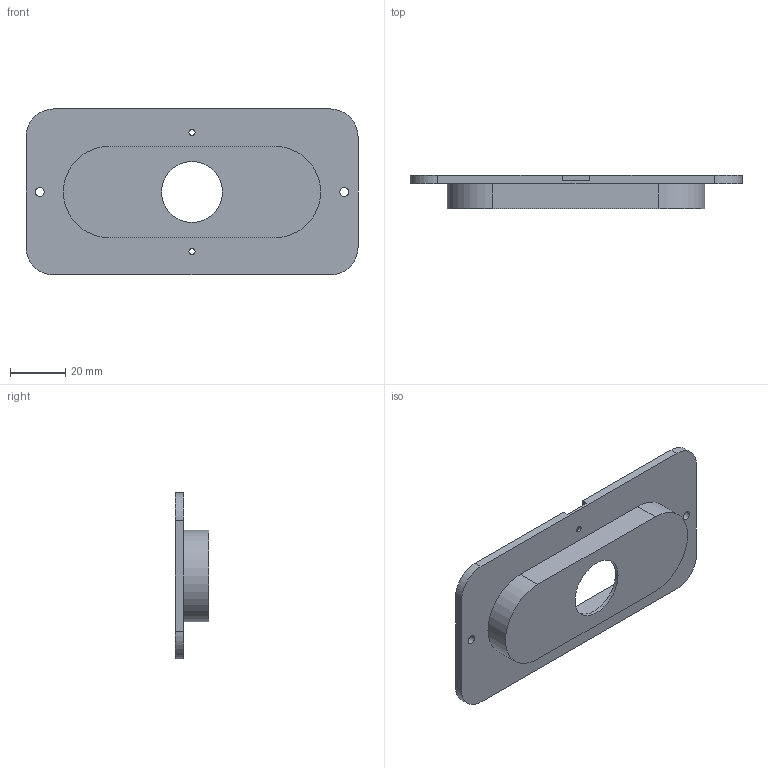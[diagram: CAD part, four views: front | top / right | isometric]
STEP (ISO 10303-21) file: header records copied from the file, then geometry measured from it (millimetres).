
FILE_DESCRIPTION((''),'2;1');
FILE_NAME('CHAMBER_INSERT','2018-08-13T09:29:10',('xpb10145'),(''),'CREO PARAMETRIC BY PTC INC, 2017260','CREO PARAMETRIC BY PTC INC, 2017260','');
FILE_SCHEMA(('CONFIG_CONTROL_DESIGN'));
Length unit declared in the file: millimetre
Products named in the file (1): CHAMBER_INSERT
Bounding box: 120 x 12 x 60 mm (x, y, z)
Volume: 19401.9 mm3; surface area: 18988.2 mm2
Topology: 1 solids, 1 shells, 41 faces, 108 edges, 72 vertices
Faces by surface type: plane 21, cylinder 20
Entity records: 1340 total; most frequent: DIRECTION 230, CARTESIAN_POINT 221, ORIENTED_EDGE 216, EDGE_CURVE 108, AXIS2_PLACEMENT_3D 81, VERTEX_POINT 72, VECTOR 68, LINE 68
